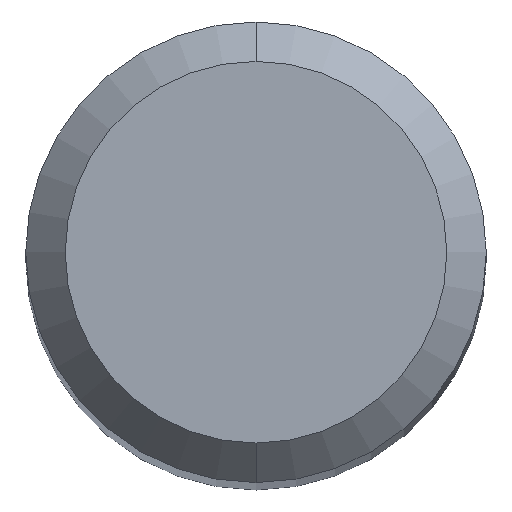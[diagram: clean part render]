
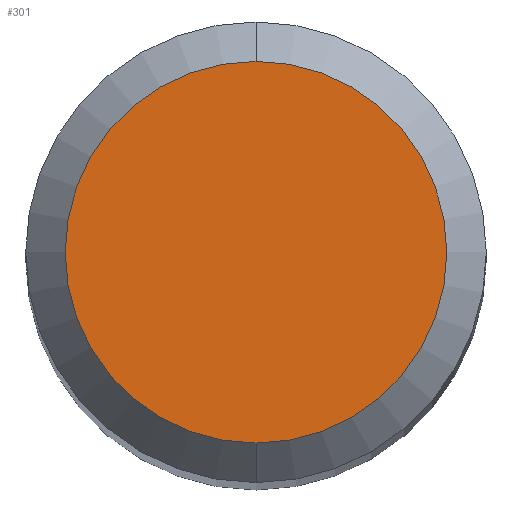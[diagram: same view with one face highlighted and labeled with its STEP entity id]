
A CAD part, top view. The second image highlights one B-rep face of the part: STEP entity #301.
In plain terms, the highlighted planar face has unit normal (0, 0, 1).
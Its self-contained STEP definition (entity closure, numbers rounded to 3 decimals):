
#301=ADVANCED_FACE('',(#699),#700,.T.);
#317=VERTEX_POINT('',#719);
#459=VERTEX_POINT('',#874);
#501=EDGE_CURVE('',#459,#317,#923,.T.);
#519=EDGE_CURVE('',#317,#459,#941,.T.);
#699=FACE_OUTER_BOUND('',#1208,.T.);
#700=PLANE('',#1209);
#719=CARTESIAN_POINT('',(0.,-1.45,0.0));
#874=CARTESIAN_POINT('',(0.0,1.45,0.0));
#923=CIRCLE('',#1638,1.45);
#941=CIRCLE('',#1661,1.45);
#1208=EDGE_LOOP('',(#1902,#1903));
#1209=AXIS2_PLACEMENT_3D('',#1904,#1905,#1906);
#1638=AXIS2_PLACEMENT_3D('',#2171,#2172,#2173);
#1661=AXIS2_PLACEMENT_3D('',#2186,#2187,#2188);
#1902=ORIENTED_EDGE('',*,*,#501,.F.);
#1903=ORIENTED_EDGE('',*,*,#519,.F.);
#1904=CARTESIAN_POINT('',(0.0,0.725,0.0));
#1905=DIRECTION('',(-0.0,0.0,1.0));
#1906=DIRECTION('',(0.0,-1.0,0.0));
#2171=CARTESIAN_POINT('',(0.0,0.0,0.0));
#2172=DIRECTION('',(0.0,0.0,-1.0));
#2173=DIRECTION('',(0.0,1.0,0.0));
#2186=CARTESIAN_POINT('',(0.0,0.0,0.0));
#2187=DIRECTION('',(0.0,0.0,-1.0));
#2188=DIRECTION('',(0.0,1.0,0.0));
